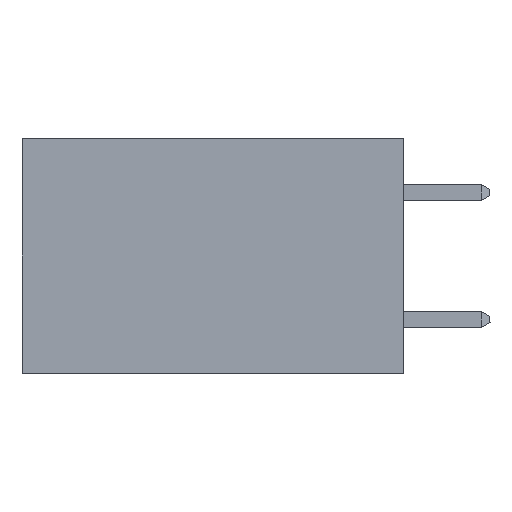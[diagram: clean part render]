
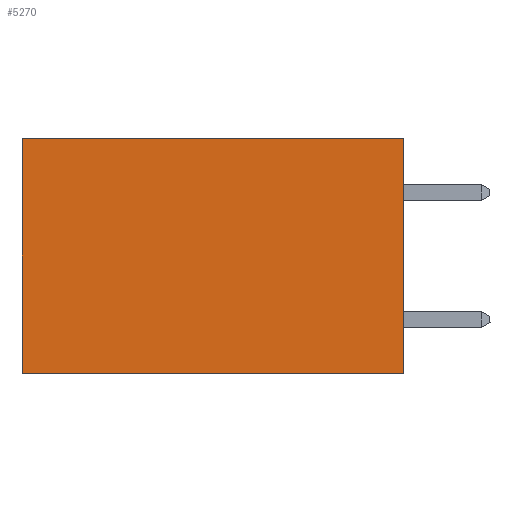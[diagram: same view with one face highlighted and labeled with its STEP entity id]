
A CAD part, left-side view. The second image highlights one B-rep face of the part: STEP entity #5270.
In plain terms, the highlighted planar face has unit normal (-1, 0, 0).
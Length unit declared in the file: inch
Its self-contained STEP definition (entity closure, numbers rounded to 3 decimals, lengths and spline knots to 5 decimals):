
#989 = EDGE_CURVE ( 'NONE', #22936, #7614, #6733, .T. ) ;
#3245 = DIRECTION ( 'NONE',  ( 0., 1., 0. ) ) ;
#5270 = ADVANCED_FACE ( 'NONE', ( #34859 ), #6514, .F. ) ;
#5556 = ORIENTED_EDGE ( 'NONE', *, *, #17121, .F. ) ;
#6514 = PLANE ( 'NONE',  #22788 ) ;
#6733 = LINE ( 'NONE', #26404, #34864 ) ;
#7258 = VERTEX_POINT ( 'NONE', #28963 ) ;
#7614 = VERTEX_POINT ( 'NONE', #20255 ) ;
#9244 = CARTESIAN_POINT ( 'NONE',  ( 0.2875, 0., 0. ) ) ;
#9416 = ORIENTED_EDGE ( 'NONE', *, *, #25115, .T. ) ;
#9611 = VECTOR ( 'NONE', #3245, 39.37008 ) ;
#9862 = CARTESIAN_POINT ( 'NONE',  ( 0.2875, 0.6, 0. ) ) ;
#10243 = DIRECTION ( 'NONE',  ( 0., 1., 0. ) ) ;
#12087 = EDGE_CURVE ( 'NONE', #24129, #7614, #34588, .T. ) ;
#12140 = CARTESIAN_POINT ( 'NONE',  ( 0.2875, 0., 0. ) ) ;
#12844 = DIRECTION ( 'NONE',  ( 0., 0., -1. ) ) ;
#13862 = LINE ( 'NONE', #9244, #9611 ) ;
#14185 = VECTOR ( 'NONE', #23091, 39.37008 ) ;
#17121 = EDGE_CURVE ( 'NONE', #7258, #22936, #21453, .T. ) ;
#18679 = CARTESIAN_POINT ( 'NONE',  ( 0.2875, 0., -0.37 ) ) ;
#20255 = CARTESIAN_POINT ( 'NONE',  ( 0.2875, 0.6, -0.37 ) ) ;
#20471 = DIRECTION ( 'NONE',  ( 1., 0., 0. ) ) ;
#21453 = LINE ( 'NONE', #34258, #14185 ) ;
#22788 = AXIS2_PLACEMENT_3D ( 'NONE', #12140, #20471, #28311 ) ;
#22936 = VERTEX_POINT ( 'NONE', #18679 ) ;
#23091 = DIRECTION ( 'NONE',  ( 0., 0., -1. ) ) ;
#23594 = ORIENTED_EDGE ( 'NONE', *, *, #989, .F. ) ;
#24129 = VERTEX_POINT ( 'NONE', #28263 ) ;
#25115 = EDGE_CURVE ( 'NONE', #7258, #24129, #13862, .T. ) ;
#26404 = CARTESIAN_POINT ( 'NONE',  ( 0.2875, 0., -0.37 ) ) ;
#28263 = CARTESIAN_POINT ( 'NONE',  ( 0.2875, 0.6, 0. ) ) ;
#28311 = DIRECTION ( 'NONE',  ( 0., 0., -1. ) ) ;
#28963 = CARTESIAN_POINT ( 'NONE',  ( 0.2875, 0., 0. ) ) ;
#33463 = EDGE_LOOP ( 'NONE', ( #33965, #23594, #5556, #9416 ) ) ;
#33716 = VECTOR ( 'NONE', #12844, 39.37008 ) ;
#33965 = ORIENTED_EDGE ( 'NONE', *, *, #12087, .T. ) ;
#34258 = CARTESIAN_POINT ( 'NONE',  ( 0.2875, 0., 0. ) ) ;
#34588 = LINE ( 'NONE', #9862, #33716 ) ;
#34859 = FACE_OUTER_BOUND ( 'NONE', #33463, .T. ) ;
#34864 = VECTOR ( 'NONE', #10243, 39.37008 ) ;
